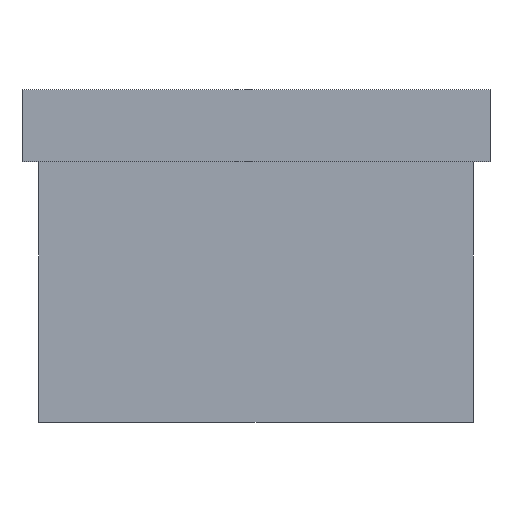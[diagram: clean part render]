
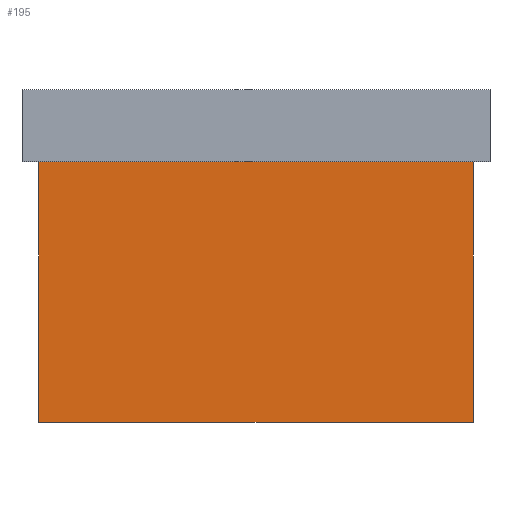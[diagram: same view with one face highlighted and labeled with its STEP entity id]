
A CAD part, front view. The second image highlights one B-rep face of the part: STEP entity #195.
In plain terms, the highlighted planar face has unit normal (0, -1, 0).
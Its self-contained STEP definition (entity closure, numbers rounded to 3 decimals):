
#36=ORIENTED_EDGE('',*,*,#68,.T.);
#37=ORIENTED_EDGE('',*,*,#79,.T.);
#38=ORIENTED_EDGE('',*,*,#72,.T.);
#39=ORIENTED_EDGE('',*,*,#76,.T.);
#68=EDGE_CURVE('',#92,#93,#108,.T.);
#72=EDGE_CURVE('',#96,#97,#112,.T.);
#76=EDGE_CURVE('',#97,#92,#116,.T.);
#79=EDGE_CURVE('',#93,#96,#119,.T.);
#92=VERTEX_POINT('',#277);
#93=VERTEX_POINT('',#278);
#96=VERTEX_POINT('',#286);
#97=VERTEX_POINT('',#287);
#108=LINE('',#276,#132);
#112=LINE('',#285,#136);
#116=LINE('',#294,#140);
#119=LINE('',#299,#143);
#132=VECTOR('',#230,1000.);
#136=VECTOR('',#236,1000.);
#140=VECTOR('',#242,1000.);
#143=VECTOR('',#249,1000.);
#160=EDGE_LOOP('',(#36,#37,#38,#39));
#172=FACE_BOUND('',#160,.T.);
#184=PLANE('',#219);
#195=ADVANCED_FACE('',(#172),#184,.T.);
#219=AXIS2_PLACEMENT_3D('',#298,#247,#248);
#230=DIRECTION('',(0.,0.,1.));
#236=DIRECTION('',(0.,0.,-1.));
#242=DIRECTION('',(1.,0.,0.));
#247=DIRECTION('',(0.,-1.,0.));
#248=DIRECTION('',(0.,0.,-1.));
#249=DIRECTION('',(-1.,0.,0.));
#276=CARTESIAN_POINT('',(162.5,0.,-97.5));
#277=CARTESIAN_POINT('',(162.5,0.,-97.5));
#278=CARTESIAN_POINT('',(162.5,0.,97.5));
#285=CARTESIAN_POINT('',(-162.5,0.,97.5));
#286=CARTESIAN_POINT('',(-162.5,0.,97.5));
#287=CARTESIAN_POINT('',(-162.5,0.,-97.5));
#294=CARTESIAN_POINT('',(-162.5,0.,-97.5));
#298=CARTESIAN_POINT('',(0.,0.,0.));
#299=CARTESIAN_POINT('',(162.5,0.,97.5));
